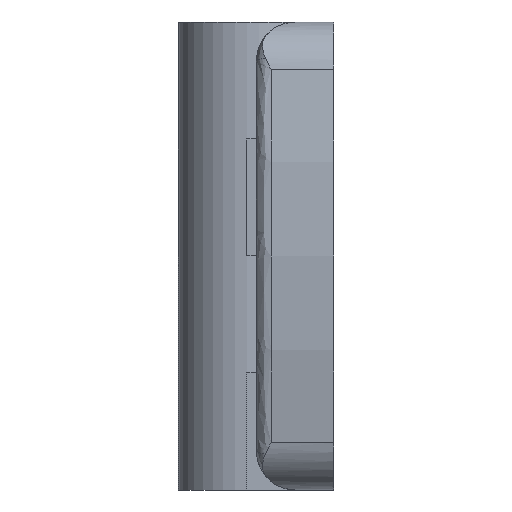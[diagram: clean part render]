
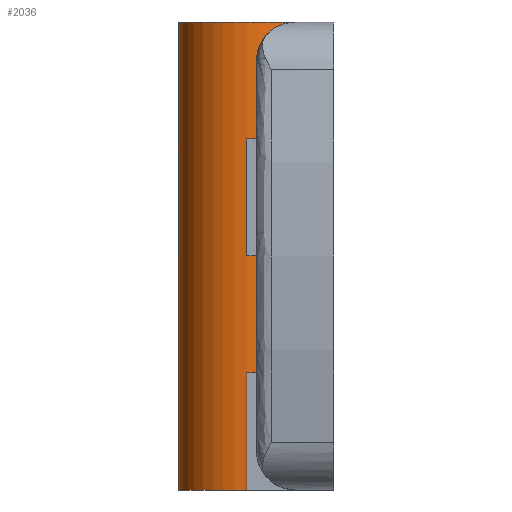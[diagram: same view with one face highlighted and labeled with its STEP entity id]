
A CAD part, front view. The second image highlights one B-rep face of the part: STEP entity #2036.
In plain terms, the highlighted cylindrical face has radius 7 mm (diameter 14 mm), a partial arc.
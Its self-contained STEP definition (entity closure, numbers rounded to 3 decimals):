
#76 = LINE ( 'NONE', #2002, #2069 ) ;
#82 = CARTESIAN_POINT ( 'NONE',  ( -8.9, -7., -24. ) ) ;
#177 = CARTESIAN_POINT ( 'NONE',  ( -8.9, 7., 12. ) ) ;
#223 = EDGE_CURVE ( 'NONE', #2445, #2657, #76, .T. ) ;
#247 = EDGE_CURVE ( 'NONE', #509, #835, #562, .T. ) ;
#272 = CARTESIAN_POINT ( 'NONE',  ( -8.9, 0., 24. ) ) ;
#302 = ORIENTED_EDGE ( 'NONE', *, *, #4021, .T. ) ;
#412 = CARTESIAN_POINT ( 'NONE',  ( -2.838, 3.5, -12. ) ) ;
#475 = ORIENTED_EDGE ( 'NONE', *, *, #3077, .T. ) ;
#509 = VERTEX_POINT ( 'NONE', #177 ) ;
#562 = CIRCLE ( 'NONE', #4942, 7. ) ;
#564 = CARTESIAN_POINT ( 'NONE',  ( -2.838, -3.5, 24. ) ) ;
#575 = CARTESIAN_POINT ( 'NONE',  ( -8.9, 0., 12. ) ) ;
#576 = EDGE_CURVE ( 'NONE', #2657, #650, #2680, .T. ) ;
#650 = VERTEX_POINT ( 'NONE', #3861 ) ;
#688 = VERTEX_POINT ( 'NONE', #5082 ) ;
#764 = FACE_OUTER_BOUND ( 'NONE', #2961, .T. ) ;
#786 = VECTOR ( 'NONE', #3932, 1000. ) ;
#835 = VERTEX_POINT ( 'NONE', #1942 ) ;
#862 = EDGE_CURVE ( 'NONE', #688, #2138, #1247, .T. ) ;
#898 = CARTESIAN_POINT ( 'NONE',  ( -8.9, 0., 0. ) ) ;
#904 = CARTESIAN_POINT ( 'NONE',  ( -2.838, 3.5, -24. ) ) ;
#934 = CIRCLE ( 'NONE', #4838, 7. ) ;
#980 = DIRECTION ( 'NONE',  ( 1., 0., 0. ) ) ;
#998 = DIRECTION ( 'NONE',  ( 0., 0., -1. ) ) ;
#1036 = DIRECTION ( 'NONE',  ( 0., 0., 1. ) ) ;
#1054 = VERTEX_POINT ( 'NONE', #5024 ) ;
#1066 = DIRECTION ( 'NONE',  ( 0., 0., 1. ) ) ;
#1107 = CARTESIAN_POINT ( 'NONE',  ( -8.9, -7., 12. ) ) ;
#1113 = ORIENTED_EDGE ( 'NONE', *, *, #2682, .F. ) ;
#1174 = CARTESIAN_POINT ( 'NONE',  ( -8.9, 7., 24. ) ) ;
#1204 = DIRECTION ( 'NONE',  ( 0., 0., 1. ) ) ;
#1247 = CIRCLE ( 'NONE', #4493, 7. ) ;
#1251 = CARTESIAN_POINT ( 'NONE',  ( -8.9, -7., 24. ) ) ;
#1279 = ORIENTED_EDGE ( 'NONE', *, *, #576, .T. ) ;
#1328 = VERTEX_POINT ( 'NONE', #4404 ) ;
#1349 = ORIENTED_EDGE ( 'NONE', *, *, #4278, .T. ) ;
#1406 = LINE ( 'NONE', #1251, #4744 ) ;
#1492 = LINE ( 'NONE', #5064, #3226 ) ;
#1495 = ORIENTED_EDGE ( 'NONE', *, *, #223, .T. ) ;
#1534 = CARTESIAN_POINT ( 'NONE',  ( -2.838, -3.5, 24. ) ) ;
#1633 = DIRECTION ( 'NONE',  ( 0., 0., -1. ) ) ;
#1672 = DIRECTION ( 'NONE',  ( 1., 0., 0. ) ) ;
#1687 = VERTEX_POINT ( 'NONE', #82 ) ;
#1750 = ORIENTED_EDGE ( 'NONE', *, *, #2133, .F. ) ;
#1844 = ORIENTED_EDGE ( 'NONE', *, *, #862, .F. ) ;
#1942 = CARTESIAN_POINT ( 'NONE',  ( -2.838, 3.5, 12. ) ) ;
#2002 = CARTESIAN_POINT ( 'NONE',  ( -8.9, -7., 24. ) ) ;
#2011 = DIRECTION ( 'NONE',  ( 0., 0., -1. ) ) ;
#2018 = CARTESIAN_POINT ( 'NONE',  ( -2.838, 3.5, -24. ) ) ;
#2036 = ADVANCED_FACE ( 'NONE', ( #764 ), #4546, .T. ) ;
#2069 = VECTOR ( 'NONE', #1204, 1000. ) ;
#2103 = LINE ( 'NONE', #3808, #3426 ) ;
#2133 = EDGE_CURVE ( 'NONE', #3306, #650, #3859, .T. ) ;
#2138 = VERTEX_POINT ( 'NONE', #4309 ) ;
#2179 = AXIS2_PLACEMENT_3D ( 'NONE', #4685, #4733, #4289 ) ;
#2186 = CIRCLE ( 'NONE', #4566, 7. ) ;
#2292 = EDGE_CURVE ( 'NONE', #2717, #1054, #3975, .T. ) ;
#2312 = LINE ( 'NONE', #1174, #3703 ) ;
#2445 = VERTEX_POINT ( 'NONE', #3210 ) ;
#2521 = CARTESIAN_POINT ( 'NONE',  ( -8.9, 7., -12. ) ) ;
#2527 = VERTEX_POINT ( 'NONE', #4958 ) ;
#2549 = DIRECTION ( 'NONE',  ( 0., 0., 1. ) ) ;
#2564 = CARTESIAN_POINT ( 'NONE',  ( -8.9, 0., 24. ) ) ;
#2577 = DIRECTION ( 'NONE',  ( 1., 0., 0. ) ) ;
#2589 = CARTESIAN_POINT ( 'NONE',  ( -8.9, 0., 0. ) ) ;
#2595 = ORIENTED_EDGE ( 'NONE', *, *, #4779, .T. ) ;
#2657 = VERTEX_POINT ( 'NONE', #1107 ) ;
#2680 = CIRCLE ( 'NONE', #2895, 7. ) ;
#2682 = EDGE_CURVE ( 'NONE', #1328, #1054, #1492, .T. ) ;
#2717 = VERTEX_POINT ( 'NONE', #2756 ) ;
#2724 = DIRECTION ( 'NONE',  ( 0., 0., -1. ) ) ;
#2745 = AXIS2_PLACEMENT_3D ( 'NONE', #2910, #2549, #4835 ) ;
#2756 = CARTESIAN_POINT ( 'NONE',  ( -8.9, -7., -12. ) ) ;
#2806 = AXIS2_PLACEMENT_3D ( 'NONE', #272, #1066, #3353 ) ;
#2816 = DIRECTION ( 'NONE',  ( 0., 0., 1. ) ) ;
#2817 = ORIENTED_EDGE ( 'NONE', *, *, #3041, .T. ) ;
#2835 = CARTESIAN_POINT ( 'NONE',  ( -8.9, 0., 12. ) ) ;
#2853 = VERTEX_POINT ( 'NONE', #412 ) ;
#2895 = AXIS2_PLACEMENT_3D ( 'NONE', #575, #1036, #980 ) ;
#2910 = CARTESIAN_POINT ( 'NONE',  ( -8.9, 0., -24. ) ) ;
#2958 = CARTESIAN_POINT ( 'NONE',  ( -8.9, 0., -12. ) ) ;
#2959 = ORIENTED_EDGE ( 'NONE', *, *, #4931, .T. ) ;
#2961 = EDGE_LOOP ( 'NONE', ( #475, #2817, #3496, #1113, #302, #1495, #1279, #1750, #4003, #1349, #3604, #2595, #1844, #2959, #3099, #4032 ) ) ;
#2994 = DIRECTION ( 'NONE',  ( 0., 0., 1. ) ) ;
#3041 = EDGE_CURVE ( 'NONE', #1687, #2717, #1406, .T. ) ;
#3077 = EDGE_CURVE ( 'NONE', #3713, #1687, #4684, .T. ) ;
#3099 = ORIENTED_EDGE ( 'NONE', *, *, #4415, .T. ) ;
#3114 = AXIS2_PLACEMENT_3D ( 'NONE', #2958, #4915, #2577 ) ;
#3183 = EDGE_CURVE ( 'NONE', #2527, #3306, #934, .T. ) ;
#3210 = CARTESIAN_POINT ( 'NONE',  ( -8.9, -7., 0. ) ) ;
#3226 = VECTOR ( 'NONE', #2724, 1000. ) ;
#3306 = VERTEX_POINT ( 'NONE', #564 ) ;
#3353 = DIRECTION ( 'NONE',  ( 1., 0., 0. ) ) ;
#3370 = DIRECTION ( 'NONE',  ( 1., 0., 0. ) ) ;
#3426 = VECTOR ( 'NONE', #3733, 1000. ) ;
#3496 = ORIENTED_EDGE ( 'NONE', *, *, #2292, .T. ) ;
#3571 = CARTESIAN_POINT ( 'NONE',  ( -2.838, 3.5, 24. ) ) ;
#3604 = ORIENTED_EDGE ( 'NONE', *, *, #247, .T. ) ;
#3703 = VECTOR ( 'NONE', #2011, 1000. ) ;
#3713 = VERTEX_POINT ( 'NONE', #904 ) ;
#3733 = DIRECTION ( 'NONE',  ( 0., 0., -1. ) ) ;
#3760 = DIRECTION ( 'NONE',  ( 1., 0., 0. ) ) ;
#3764 = LINE ( 'NONE', #2018, #4746 ) ;
#3785 = VERTEX_POINT ( 'NONE', #2521 ) ;
#3808 = CARTESIAN_POINT ( 'NONE',  ( -8.9, 7., 24. ) ) ;
#3854 = DIRECTION ( 'NONE',  ( 0., 0., -1. ) ) ;
#3859 = LINE ( 'NONE', #1534, #4661 ) ;
#3861 = CARTESIAN_POINT ( 'NONE',  ( -2.838, -3.5, 12. ) ) ;
#3932 = DIRECTION ( 'NONE',  ( 0., 0., -1. ) ) ;
#3951 = LINE ( 'NONE', #3571, #786 ) ;
#3975 = CIRCLE ( 'NONE', #2179, 7. ) ;
#3983 = DIRECTION ( 'NONE',  ( 0., 0., 1. ) ) ;
#4003 = ORIENTED_EDGE ( 'NONE', *, *, #3183, .F. ) ;
#4021 = EDGE_CURVE ( 'NONE', #1328, #2445, #2186, .T. ) ;
#4032 = ORIENTED_EDGE ( 'NONE', *, *, #4483, .F. ) ;
#4278 = EDGE_CURVE ( 'NONE', #2527, #509, #2312, .T. ) ;
#4289 = DIRECTION ( 'NONE',  ( 1., 0., 0. ) ) ;
#4309 = CARTESIAN_POINT ( 'NONE',  ( -2.838, 3.5, 0. ) ) ;
#4404 = CARTESIAN_POINT ( 'NONE',  ( -2.838, -3.5, 0. ) ) ;
#4415 = EDGE_CURVE ( 'NONE', #3785, #2853, #4527, .T. ) ;
#4483 = EDGE_CURVE ( 'NONE', #3713, #2853, #3764, .T. ) ;
#4493 = AXIS2_PLACEMENT_3D ( 'NONE', #898, #4780, #1672 ) ;
#4527 = CIRCLE ( 'NONE', #3114, 7. ) ;
#4546 = CYLINDRICAL_SURFACE ( 'NONE', #2806, 7. ) ;
#4566 = AXIS2_PLACEMENT_3D ( 'NONE', #2589, #998, #3370 ) ;
#4661 = VECTOR ( 'NONE', #3854, 1000. ) ;
#4684 = CIRCLE ( 'NONE', #2745, 7. ) ;
#4685 = CARTESIAN_POINT ( 'NONE',  ( -8.9, 0., -12. ) ) ;
#4733 = DIRECTION ( 'NONE',  ( 0., 0., 1. ) ) ;
#4744 = VECTOR ( 'NONE', #3983, 1000. ) ;
#4746 = VECTOR ( 'NONE', #2816, 1000. ) ;
#4779 = EDGE_CURVE ( 'NONE', #835, #2138, #3951, .T. ) ;
#4780 = DIRECTION ( 'NONE',  ( 0., 0., -1. ) ) ;
#4835 = DIRECTION ( 'NONE',  ( 1., 0., 0. ) ) ;
#4838 = AXIS2_PLACEMENT_3D ( 'NONE', #2564, #2994, #3760 ) ;
#4915 = DIRECTION ( 'NONE',  ( 0., 0., -1. ) ) ;
#4931 = EDGE_CURVE ( 'NONE', #688, #3785, #2103, .T. ) ;
#4942 = AXIS2_PLACEMENT_3D ( 'NONE', #2835, #1633, #5121 ) ;
#4958 = CARTESIAN_POINT ( 'NONE',  ( -8.9, 7., 24. ) ) ;
#5024 = CARTESIAN_POINT ( 'NONE',  ( -2.838, -3.5, -12. ) ) ;
#5064 = CARTESIAN_POINT ( 'NONE',  ( -2.838, -3.5, 24. ) ) ;
#5082 = CARTESIAN_POINT ( 'NONE',  ( -8.9, 7., 0. ) ) ;
#5121 = DIRECTION ( 'NONE',  ( 1., 0., 0. ) ) ;
